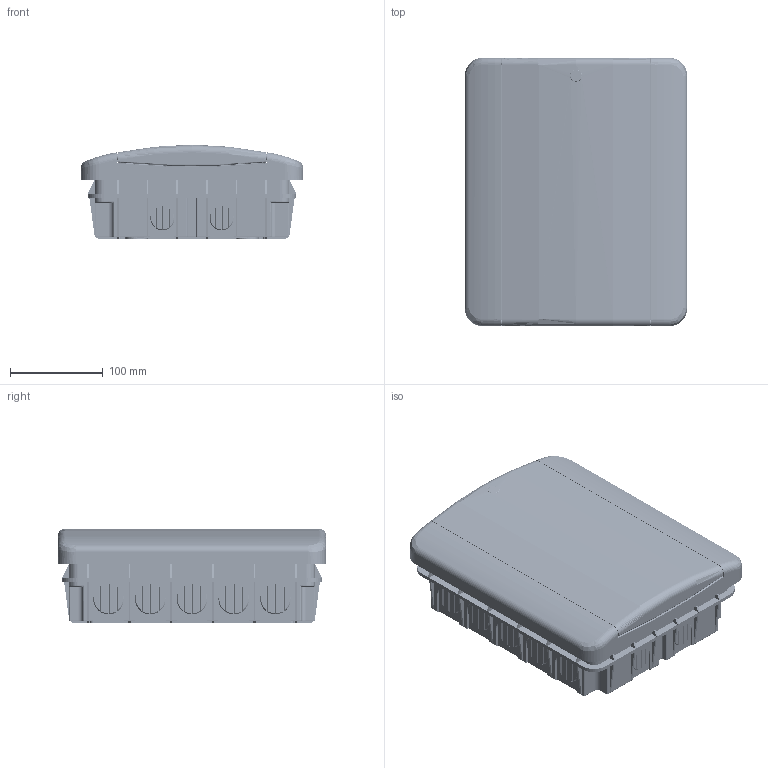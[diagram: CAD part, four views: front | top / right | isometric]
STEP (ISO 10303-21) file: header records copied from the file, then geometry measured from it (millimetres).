
FILE_DESCRIPTION (( 'STEP AP214' ), '1' );
FILE_NAME ('鍔膲 12 碫襝 捘.STEP', '2023-04-12T07:56:02', ( '' ), ( '' ), 'SwSTEP 2.0', 'SolidWorks 2021', '' );
FILE_SCHEMA (( 'AUTOMOTIVE_DESIGN' ));
Length unit declared in the file: millimetre
Products named in the file (16): Êðîíøòåéí êëåì 246 B2; Êëåìíûé çàæèì (12-40) ÑÁ; 扰鍙欙 碫襝 1 捘; Êëåìà 150; Êðûøêà 12; 鍔膲 12 碫襝 捘; Âèíò Ì4õ8; 扻豵鵨 12 碫襝; Ñàìîðåç 3õ16; Êðîíøòåéí âñòð íîâ; Ñàìîðåç 4õ10; Âèíò 11õ27_¡¥§ à¨á®ª; Âñòàâêà; DIN-ðåéêà L=240; 攜歑攡 12; 砎鳽鳻 聬
Assembly tree (54 placements, depth 3):
  鍔膲 12 碫襝 捘
    扻豵鵨 12 碫襝
    扰鍙欙 碫襝 1 捘
      Êðîíøòåéí âñòð íîâ  x2
      DIN-ðåéêà L=240
    Êðûøêà 12
    攜歑攡 12
    Êëåìíûé çàæèì (12-40) ÑÁ
      Êðîíøòåéí êëåì 246 B2
      Êëåìà 150
      Âèíò Ì4õ8  x31
      砎鳽鳻 聬  x4
      Ñàìîðåç 3õ16  x2
    Âèíò 11õ27_¡¥§ à¨á®ª  x4
    Ñàìîðåç 4õ10  x2
    Âñòàâêà
Bounding box: 240 x 290 x 102.3 mm (x, y, z)
Volume: 791778 mm3; surface area: 716062.5 mm2
Topology: 52 solids, 52 shells, 9560 faces, 23381 edges, 14082 vertices
Faces by surface type: plane 3720, cone 2671, cylinder 2306, bspline 673, torus 170, sphere 20
Entity records: 198389 total; most frequent: CARTESIAN_POINT 74528, ORIENTED_EDGE 27242, DIRECTION 23033, EDGE_CURVE 13621, VECTOR 9069, LINE 9069, VERTEX_POINT 8741, AXIS2_PLACEMENT_3D 6982
